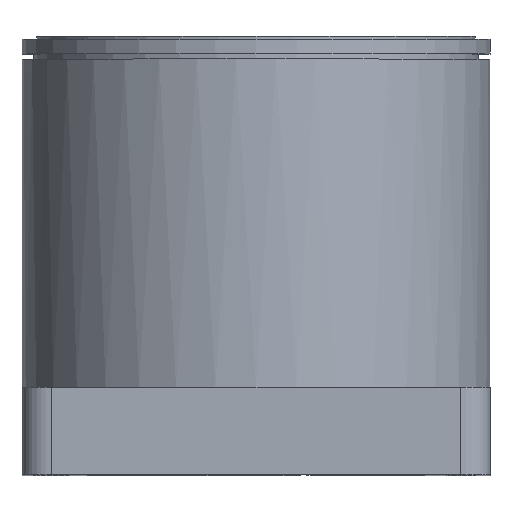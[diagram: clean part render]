
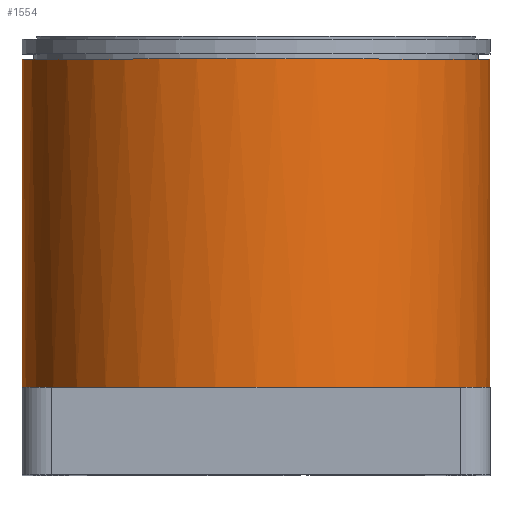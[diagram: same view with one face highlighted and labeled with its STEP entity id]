
A CAD part, top view. The second image highlights one B-rep face of the part: STEP entity #1554.
In plain terms, the highlighted cylindrical face has radius 40 mm (diameter 80 mm), a partial arc.
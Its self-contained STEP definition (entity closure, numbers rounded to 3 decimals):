
#275=FACE_OUTER_BOUND('',#419,.T.);
#419=EDGE_LOOP('',(#1335,#1336,#1337,#1338,#1339,#1340,#1341));
#568=CIRCLE('',#1698,40.);
#576=CIRCLE('',#1714,40.);
#577=CIRCLE('',#1716,40.);
#582=CIRCLE('',#1729,40.);
#583=CIRCLE('',#1731,40.);
#678=LINE('',#2605,#742);
#689=LINE('',#2660,#753);
#742=VECTOR('',#2055,56.1);
#753=VECTOR('',#2122,56.1);
#833=VERTEX_POINT('',#2602);
#834=VERTEX_POINT('',#2604);
#837=VERTEX_POINT('',#2612);
#846=VERTEX_POINT('',#2640);
#847=VERTEX_POINT('',#2644);
#848=VERTEX_POINT('',#2648);
#854=VERTEX_POINT('',#2674);
#997=EDGE_CURVE('',#833,#834,#678,.T.);
#1002=EDGE_CURVE('',#837,#833,#568,.T.);
#1016=EDGE_CURVE('',#846,#847,#576,.T.);
#1017=EDGE_CURVE('',#848,#846,#577,.T.);
#1023=EDGE_CURVE('',#848,#837,#689,.T.);
#1032=EDGE_CURVE('',#847,#854,#582,.T.);
#1033=EDGE_CURVE('',#854,#834,#583,.T.);
#1335=ORIENTED_EDGE('',*,*,#1016,.T.);
#1336=ORIENTED_EDGE('',*,*,#1032,.T.);
#1337=ORIENTED_EDGE('',*,*,#1033,.T.);
#1338=ORIENTED_EDGE('',*,*,#997,.F.);
#1339=ORIENTED_EDGE('',*,*,#1002,.F.);
#1340=ORIENTED_EDGE('',*,*,#1023,.F.);
#1341=ORIENTED_EDGE('',*,*,#1017,.T.);
#1468=CYLINDRICAL_SURFACE('',#1732,40.);
#1554=ADVANCED_FACE('',(#275),#1468,.T.);
#1698=AXIS2_PLACEMENT_3D('',#2614,#2065,#2066);
#1714=AXIS2_PLACEMENT_3D('',#2646,#2103,#2104);
#1716=AXIS2_PLACEMENT_3D('',#2649,#2107,#2108);
#1729=AXIS2_PLACEMENT_3D('',#2678,#2143,#2144);
#1731=AXIS2_PLACEMENT_3D('',#2680,#2147,#2148);
#1732=AXIS2_PLACEMENT_3D('',#2681,#2149,#2150);
#2055=DIRECTION('',(0.,0.,-1.));
#2065=DIRECTION('center_axis',(0.,0.,1.));
#2066=DIRECTION('ref_axis',(1.,0.,0.));
#2103=DIRECTION('center_axis',(0.,0.,1.));
#2104=DIRECTION('ref_axis',(1.,0.,0.));
#2107=DIRECTION('center_axis',(0.,0.,1.));
#2108=DIRECTION('ref_axis',(1.,0.,0.));
#2122=DIRECTION('',(0.,0.,1.));
#2143=DIRECTION('center_axis',(0.,0.,1.));
#2144=DIRECTION('ref_axis',(1.,0.,0.));
#2147=DIRECTION('center_axis',(0.,0.,1.));
#2148=DIRECTION('ref_axis',(1.,0.,0.));
#2149=DIRECTION('center_axis',(0.,0.,1.));
#2150=DIRECTION('ref_axis',(1.,0.,0.));
#2602=CARTESIAN_POINT('',(33.868,21.283,71.1));
#2604=CARTESIAN_POINT('',(33.868,21.283,15.));
#2605=CARTESIAN_POINT('',(33.868,21.283,35.55));
#2612=CARTESIAN_POINT('',(-33.868,21.283,71.1));
#2614=CARTESIAN_POINT('Origin',(0.,0.,71.1));
#2640=CARTESIAN_POINT('',(-40.,0.,15.));
#2644=CARTESIAN_POINT('',(0.,-40.,15.));
#2646=CARTESIAN_POINT('Origin',(0.,0.,15.));
#2648=CARTESIAN_POINT('',(-33.868,21.283,15.));
#2649=CARTESIAN_POINT('Origin',(0.,0.,15.));
#2660=CARTESIAN_POINT('',(-33.868,21.283,35.55));
#2674=CARTESIAN_POINT('',(40.,0.,15.));
#2678=CARTESIAN_POINT('Origin',(0.,0.,15.));
#2680=CARTESIAN_POINT('Origin',(0.,0.,15.));
#2681=CARTESIAN_POINT('Origin',(0.,0.,35.55));
